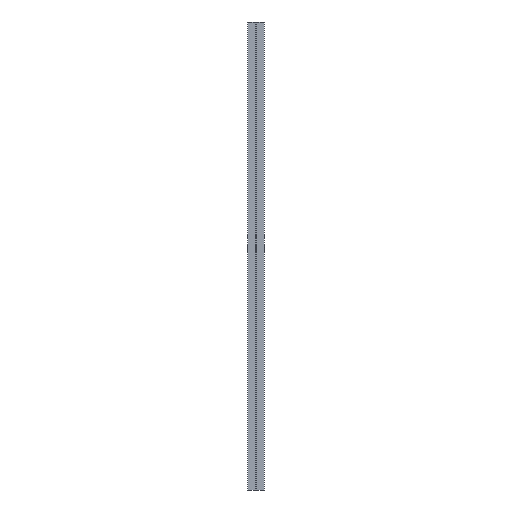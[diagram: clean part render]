
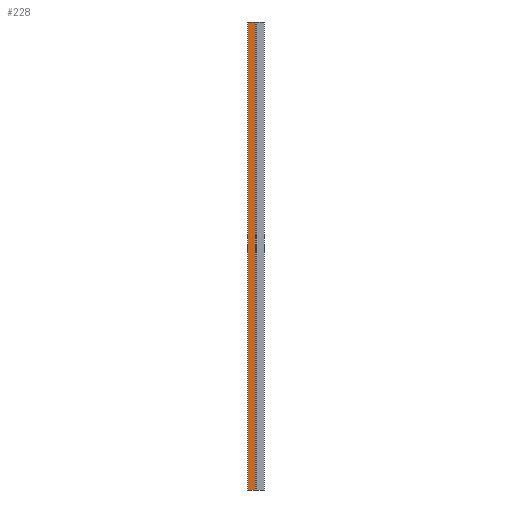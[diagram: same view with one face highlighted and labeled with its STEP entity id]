
A CAD part, left-side view. The second image highlights one B-rep face of the part: STEP entity #228.
In plain terms, the highlighted planar face has unit normal (-1, 0, 0).
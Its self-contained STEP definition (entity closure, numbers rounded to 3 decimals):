
#47 = PLANE('',#48);
#48 = AXIS2_PLACEMENT_3D('',#49,#50,#51);
#49 = CARTESIAN_POINT('',(-903.773,16.212,358.86));
#50 = DIRECTION('',(-0.,1.,-0.));
#51 = DIRECTION('',(1.,0.,0.));
#72 = VERTEX_POINT('',#73);
#73 = CARTESIAN_POINT('',(-923.227,16.212,1272.36));
#87 = PLANE('',#88);
#88 = AXIS2_PLACEMENT_3D('',#89,#90,#91);
#89 = CARTESIAN_POINT('',(-903.773,16.212,1272.36));
#90 = DIRECTION('',(-0.,-0.,1.));
#91 = DIRECTION('',(1.,0.,0.));
#99 = EDGE_CURVE('',#100,#72,#102,.T.);
#100 = VERTEX_POINT('',#101);
#101 = CARTESIAN_POINT('',(-923.227,16.212,358.86));
#102 = SURFACE_CURVE('',#103,(#107,#114),.PCURVE_S1.);
#103 = LINE('',#104,#105);
#104 = CARTESIAN_POINT('',(-923.227,16.212,358.86));
#105 = VECTOR('',#106,1.);
#106 = DIRECTION('',(-0.,-0.,1.));
#107 = PCURVE('',#47,#108);
#108 = DEFINITIONAL_REPRESENTATION('',(#109),#113);
#109 = LINE('',#110,#111);
#110 = CARTESIAN_POINT('',(-19.454,0.));
#111 = VECTOR('',#112,1.);
#112 = DIRECTION('',(-0.,-1.));
#113 = ( GEOMETRIC_REPRESENTATION_CONTEXT(2) 
PARAMETRIC_REPRESENTATION_CONTEXT() REPRESENTATION_CONTEXT('2D SPACE',''
  ) );
#114 = PCURVE('',#115,#120);
#115 = PLANE('',#116);
#116 = AXIS2_PLACEMENT_3D('',#117,#118,#119);
#117 = CARTESIAN_POINT('',(-923.227,16.212,358.86));
#118 = DIRECTION('',(-1.,-0.,-0.));
#119 = DIRECTION('',(0.,1.,0.));
#120 = DEFINITIONAL_REPRESENTATION('',(#121),#125);
#121 = LINE('',#122,#123);
#122 = CARTESIAN_POINT('',(-0.,-0.));
#123 = VECTOR('',#124,1.);
#124 = DIRECTION('',(-0.,-1.));
#125 = ( GEOMETRIC_REPRESENTATION_CONTEXT(2) 
PARAMETRIC_REPRESENTATION_CONTEXT() REPRESENTATION_CONTEXT('2D SPACE',''
  ) );
#141 = PLANE('',#142);
#142 = AXIS2_PLACEMENT_3D('',#143,#144,#145);
#143 = CARTESIAN_POINT('',(-903.773,16.212,358.86));
#144 = DIRECTION('',(-0.,-0.,1.));
#145 = DIRECTION('',(1.,0.,0.));
#228 = ADVANCED_FACE('',(#229),#115,.T.);
#229 = FACE_BOUND('',#230,.F.);
#230 = EDGE_LOOP('',(#231,#254,#255,#278));
#231 = ORIENTED_EDGE('',*,*,#232,.F.);
#232 = EDGE_CURVE('',#100,#233,#235,.T.);
#233 = VERTEX_POINT('',#234);
#234 = CARTESIAN_POINT('',(-923.227,1.621,358.86));
#235 = SURFACE_CURVE('',#236,(#240,#247),.PCURVE_S1.);
#236 = LINE('',#237,#238);
#237 = CARTESIAN_POINT('',(-923.227,16.212,358.86));
#238 = VECTOR('',#239,1.);
#239 = DIRECTION('',(-0.,-1.,-0.));
#240 = PCURVE('',#115,#241);
#241 = DEFINITIONAL_REPRESENTATION('',(#242),#246);
#242 = LINE('',#243,#244);
#243 = CARTESIAN_POINT('',(-0.,-0.));
#244 = VECTOR('',#245,1.);
#245 = DIRECTION('',(-1.,0.));
#246 = ( GEOMETRIC_REPRESENTATION_CONTEXT(2) 
PARAMETRIC_REPRESENTATION_CONTEXT() REPRESENTATION_CONTEXT('2D SPACE',''
  ) );
#247 = PCURVE('',#141,#248);
#248 = DEFINITIONAL_REPRESENTATION('',(#249),#253);
#249 = LINE('',#250,#251);
#250 = CARTESIAN_POINT('',(-19.454,0.));
#251 = VECTOR('',#252,1.);
#252 = DIRECTION('',(-0.,-1.));
#253 = ( GEOMETRIC_REPRESENTATION_CONTEXT(2) 
PARAMETRIC_REPRESENTATION_CONTEXT() REPRESENTATION_CONTEXT('2D SPACE',''
  ) );
#254 = ORIENTED_EDGE('',*,*,#99,.T.);
#255 = ORIENTED_EDGE('',*,*,#256,.T.);
#256 = EDGE_CURVE('',#72,#257,#259,.T.);
#257 = VERTEX_POINT('',#258);
#258 = CARTESIAN_POINT('',(-923.227,1.621,1272.36));
#259 = SURFACE_CURVE('',#260,(#264,#271),.PCURVE_S1.);
#260 = LINE('',#261,#262);
#261 = CARTESIAN_POINT('',(-923.227,16.212,1272.36)
  );
#262 = VECTOR('',#263,1.);
#263 = DIRECTION('',(-0.,-1.,-0.));
#264 = PCURVE('',#115,#265);
#265 = DEFINITIONAL_REPRESENTATION('',(#266),#270);
#266 = LINE('',#267,#268);
#267 = CARTESIAN_POINT('',(-0.,-913.5));
#268 = VECTOR('',#269,1.);
#269 = DIRECTION('',(-1.,0.));
#270 = ( GEOMETRIC_REPRESENTATION_CONTEXT(2) 
PARAMETRIC_REPRESENTATION_CONTEXT() REPRESENTATION_CONTEXT('2D SPACE',''
  ) );
#271 = PCURVE('',#87,#272);
#272 = DEFINITIONAL_REPRESENTATION('',(#273),#277);
#273 = LINE('',#274,#275);
#274 = CARTESIAN_POINT('',(-19.454,0.));
#275 = VECTOR('',#276,1.);
#276 = DIRECTION('',(-0.,-1.));
#277 = ( GEOMETRIC_REPRESENTATION_CONTEXT(2) 
PARAMETRIC_REPRESENTATION_CONTEXT() REPRESENTATION_CONTEXT('2D SPACE',''
  ) );
#278 = ORIENTED_EDGE('',*,*,#279,.F.);
#279 = EDGE_CURVE('',#233,#257,#280,.T.);
#280 = SURFACE_CURVE('',#281,(#285,#292),.PCURVE_S1.);
#281 = LINE('',#282,#283);
#282 = CARTESIAN_POINT('',(-923.227,1.621,358.86));
#283 = VECTOR('',#284,1.);
#284 = DIRECTION('',(-0.,-0.,1.));
#285 = PCURVE('',#115,#286);
#286 = DEFINITIONAL_REPRESENTATION('',(#287),#291);
#287 = LINE('',#288,#289);
#288 = CARTESIAN_POINT('',(-14.591,0.));
#289 = VECTOR('',#290,1.);
#290 = DIRECTION('',(-0.,-1.));
#291 = ( GEOMETRIC_REPRESENTATION_CONTEXT(2) 
PARAMETRIC_REPRESENTATION_CONTEXT() REPRESENTATION_CONTEXT('2D SPACE',''
  ) );
#292 = PCURVE('',#293,#298);
#293 = PLANE('',#294);
#294 = AXIS2_PLACEMENT_3D('',#295,#296,#297);
#295 = CARTESIAN_POINT('',(-923.227,1.621,358.86));
#296 = DIRECTION('',(-0.,1.,-0.));
#297 = DIRECTION('',(1.,-0.,-0.));
#298 = DEFINITIONAL_REPRESENTATION('',(#299),#303);
#299 = LINE('',#300,#301);
#300 = CARTESIAN_POINT('',(0.,0.));
#301 = VECTOR('',#302,1.);
#302 = DIRECTION('',(0.,-1.));
#303 = ( GEOMETRIC_REPRESENTATION_CONTEXT(2) 
PARAMETRIC_REPRESENTATION_CONTEXT() REPRESENTATION_CONTEXT('2D SPACE',''
  ) );
